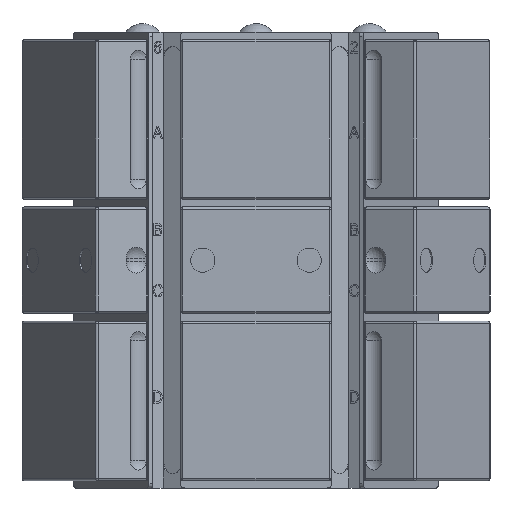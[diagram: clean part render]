
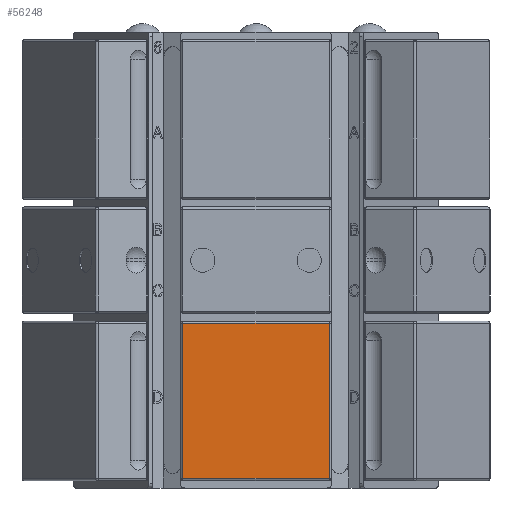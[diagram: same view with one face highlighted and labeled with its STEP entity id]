
A CAD part, front view. The second image highlights one B-rep face of the part: STEP entity #56248.
In plain terms, the highlighted face is planar.
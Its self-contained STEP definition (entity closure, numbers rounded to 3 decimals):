
#55526=CARTESIAN_POINT('',(51.,39.7,-48.));
#55527=VERTEX_POINT('',#55526);
#55563=CARTESIAN_POINT('',(51.,39.7,48.));
#55564=VERTEX_POINT('',#55563);
#55631=CARTESIAN_POINT('',(-51.,39.7,-48.));
#55632=VERTEX_POINT('',#55631);
#55666=CARTESIAN_POINT('',(-51.,39.7,48.));
#55667=VERTEX_POINT('',#55666);
#55968=CARTESIAN_POINT('',(51.,39.7,48.));
#55969=DIRECTION('',(-1.0,0.0,0.0));
#55970=VECTOR('',#55969,102.0);
#55971=LINE('',#55968,#55970);
#55972=EDGE_CURVE('',#55564,#55667,#55971,.T.);
#55990=CARTESIAN_POINT('',(-51.,39.7,48.));
#55991=DIRECTION('',(0.0,0.0,-1.0));
#55992=VECTOR('',#55991,96.);
#55993=LINE('',#55990,#55992);
#55994=EDGE_CURVE('',#55667,#55632,#55993,.T.);
#56012=CARTESIAN_POINT('',(-51.,39.7,-48.));
#56013=DIRECTION('',(1.0,0.0,0.0));
#56014=VECTOR('',#56013,102.0);
#56015=LINE('',#56012,#56014);
#56016=EDGE_CURVE('',#55632,#55527,#56015,.T.);
#56056=CARTESIAN_POINT('',(51.,39.7,-48.));
#56057=DIRECTION('',(0.0,0.0,1.0));
#56058=VECTOR('',#56057,96.);
#56059=LINE('',#56056,#56058);
#56060=EDGE_CURVE('',#55527,#55564,#56059,.T.);
#56237=CARTESIAN_POINT('',(0.0,39.7,0.));
#56238=DIRECTION('',(0.0,1.0,0.0));
#56239=DIRECTION('',(0.0,0.0,1.0));
#56240=AXIS2_PLACEMENT_3D('',#56237,#56238,#56239);
#56241=PLANE('',#56240);
#56242=ORIENTED_EDGE('',*,*,#55972,.F.);
#56243=ORIENTED_EDGE('',*,*,#56060,.F.);
#56244=ORIENTED_EDGE('',*,*,#56016,.F.);
#56245=ORIENTED_EDGE('',*,*,#55994,.F.);
#56246=EDGE_LOOP('',(#56242,#56243,#56244,#56245));
#56247=FACE_OUTER_BOUND('',#56246,.T.);
#56248=ADVANCED_FACE('',(#56247),#56241,.T.);
